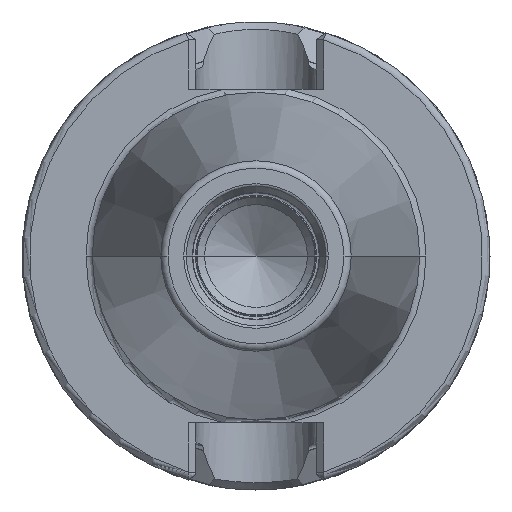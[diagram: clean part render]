
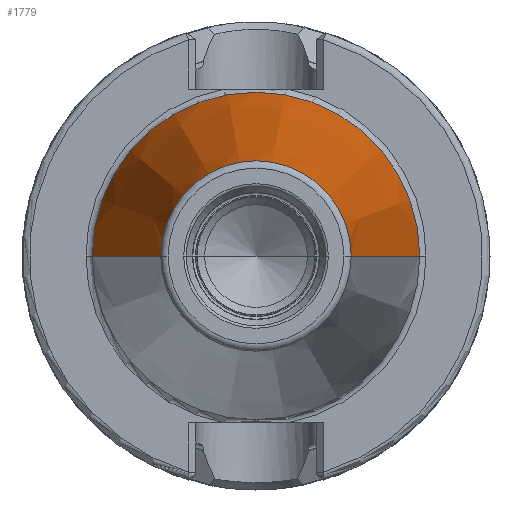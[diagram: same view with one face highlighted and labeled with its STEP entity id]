
A CAD part, left-side view. The second image highlights one B-rep face of the part: STEP entity #1779.
In plain terms, the highlighted conical face has half-angle 8.298 degrees and reference radius 17.426 mm.
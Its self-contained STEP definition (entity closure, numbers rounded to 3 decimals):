
#37=CARTESIAN_POINT('',(-64.544,0.,0.));
#38=DIRECTION('',(1.,0.,0.));
#39=DIRECTION('',(0.,1.,0.));
#40=AXIS2_PLACEMENT_3D('',#37,#38,#39);
#42=CARTESIAN_POINT('',(-1.267,0.,0.));
#43=DIRECTION('',(1.,0.,0.));
#44=DIRECTION('',(0.,1.,0.));
#45=AXIS2_PLACEMENT_3D('',#42,#43,#44);
#47=DIRECTION('',(-0.99,-0.144,0.));
#48=VECTOR('',#47,63.947);
#49=CARTESIAN_POINT('',(-1.267,22.04,0.));
#50=LINE('',#49,#48);
#51=DIRECTION('',(-0.99,0.144,0.));
#52=VECTOR('',#51,63.947);
#53=CARTESIAN_POINT('',(-1.267,-22.04,0.));
#54=LINE('',#53,#52);
#1416=CARTESIAN_POINT('',(-64.544,12.812,0.));
#1418=VERTEX_POINT('',#1416);
#1420=CARTESIAN_POINT('',(-64.544,-12.812,0.));
#1422=VERTEX_POINT('',#1420);
#1635=CARTESIAN_POINT('',(-1.267,22.04,0.));
#1636=VERTEX_POINT('',#1635);
#1637=CARTESIAN_POINT('',(-1.267,-22.04,0.));
#1638=VERTEX_POINT('',#1637);
#1765=CARTESIAN_POINT('',(-32.906,0.,0.));
#1766=DIRECTION('',(1.,0.,0.));
#1767=DIRECTION('',(0.,-1.,0.));
#1768=AXIS2_PLACEMENT_3D('',#1765,#1766,#1767);
#1769=CONICAL_SURFACE('',#1768,17.426,8.298);
#1771=ORIENTED_EDGE('',*,*,#1770,.F.);
#1773=ORIENTED_EDGE('',*,*,#1772,.T.);
#1775=ORIENTED_EDGE('',*,*,#1774,.T.);
#1776=ORIENTED_EDGE('',*,*,#1758,.F.);
#1777=EDGE_LOOP('',(#1771,#1773,#1775,#1776));
#1778=FACE_OUTER_BOUND('',#1777,.F.);
#1779=ADVANCED_FACE('',(#1778),#1769,.T.);
#41=CIRCLE('',#40,12.812);
#46=CIRCLE('',#45,22.04);
#1758=EDGE_CURVE('',#1418,#1422,#41,.T.);
#1770=EDGE_CURVE('',#1636,#1418,#50,.T.);
#1772=EDGE_CURVE('',#1636,#1638,#46,.T.);
#1774=EDGE_CURVE('',#1638,#1422,#54,.T.);
